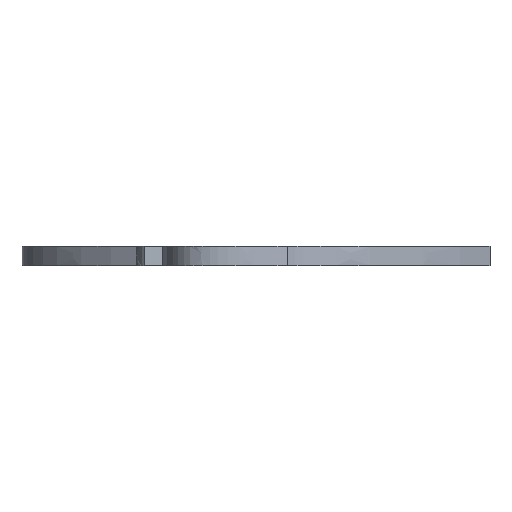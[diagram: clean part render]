
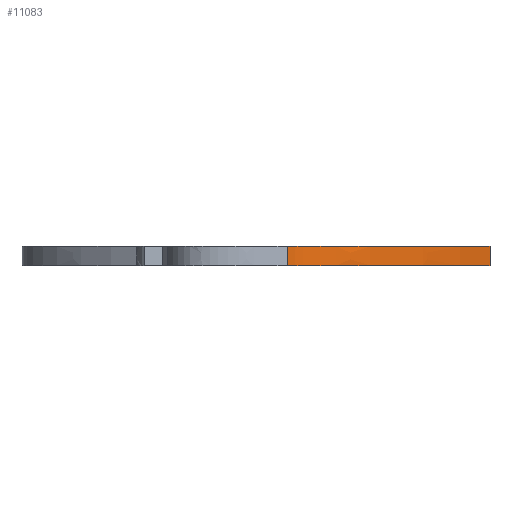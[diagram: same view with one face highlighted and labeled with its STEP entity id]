
A CAD part, left-side view. The second image highlights one B-rep face of the part: STEP entity #11083.
In plain terms, the highlighted face is a extrusion surface.
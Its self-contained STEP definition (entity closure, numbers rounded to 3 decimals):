
#79 = B_SPLINE_SURFACE_WITH_KNOTS('',1,1,(
    (#80,#81)
    ,(#82,#83
    )),.UNSPECIFIED.,.F.,.F.,.F.,(2,2),(2,2),(-72.777,
    72.777),(-37.8,34.91),
  .PIECEWISE_BEZIER_KNOTS.);
#80 = CARTESIAN_POINT('',(-3.326,-72.71,3.));
#81 = CARTESIAN_POINT('',(-3.326,0.,3.));
#82 = CARTESIAN_POINT('',(142.228,-72.71,3.));
#83 = CARTESIAN_POINT('',(142.228,0.,3.));
#136 = B_SPLINE_SURFACE_WITH_KNOTS('',1,1,(
    (#137,#138)
    ,(#139,#140
    )),.UNSPECIFIED.,.F.,.F.,.F.,(2,2),(2,2),(-72.777,
    72.777),(-37.8,34.91),
  .PIECEWISE_BEZIER_KNOTS.);
#137 = CARTESIAN_POINT('',(-3.326,-72.71,0.));
#138 = CARTESIAN_POINT('',(-3.326,0.,0.));
#139 = CARTESIAN_POINT('',(142.228,-72.71,0.));
#140 = CARTESIAN_POINT('',(142.228,0.,0.));
#422 = VERTEX_POINT('',#423);
#423 = CARTESIAN_POINT('',(3.132,-41.185,0.));
#439 = SURFACE_OF_LINEAR_EXTRUSION('',#440,#445);
#440 = B_SPLINE_CURVE_WITH_KNOTS('',3,(#441,#442,#443,#444),
  .UNSPECIFIED.,.F.,.F.,(4,4),(0.,1.),.PIECEWISE_BEZIER_KNOTS.);
#441 = CARTESIAN_POINT('',(6.01,-22.655,0.));
#442 = CARTESIAN_POINT('',(-3.326,-25.904,0.));
#443 = CARTESIAN_POINT('',(0.29,-36.166,0.));
#444 = CARTESIAN_POINT('',(3.132,-41.185,0.));
#445 = VECTOR('',#446,1.);
#446 = DIRECTION('',(-0.,-0.,-1.));
#454 = EDGE_CURVE('',#422,#455,#457,.T.);
#455 = VERTEX_POINT('',#456);
#456 = CARTESIAN_POINT('',(29.286,-72.71,0.));
#457 = SURFACE_CURVE('',#458,(#463,#471),.PCURVE_S1.);
#458 = B_SPLINE_CURVE_WITH_KNOTS('',3,(#459,#460,#461,#462),
  .UNSPECIFIED.,.F.,.F.,(4,4),(0.,1.),.PIECEWISE_BEZIER_KNOTS.);
#459 = CARTESIAN_POINT('',(3.132,-41.185,0.));
#460 = CARTESIAN_POINT('',(3.132,-48.67,0.));
#461 = CARTESIAN_POINT('',(17.952,-65.238,0.));
#462 = CARTESIAN_POINT('',(29.286,-72.71,0.));
#463 = PCURVE('',#136,#464);
#464 = DEFINITIONAL_REPRESENTATION('',(#465),#470);
#465 = B_SPLINE_CURVE_WITH_KNOTS('',3,(#466,#467,#468,#469),
  .UNSPECIFIED.,.F.,.F.,(4,4),(0.,1.),.PIECEWISE_BEZIER_KNOTS.);
#466 = CARTESIAN_POINT('',(-66.319,-6.275));
#467 = CARTESIAN_POINT('',(-66.319,-13.76));
#468 = CARTESIAN_POINT('',(-51.499,-30.328));
#469 = CARTESIAN_POINT('',(-40.165,-37.8));
#470 = ( GEOMETRIC_REPRESENTATION_CONTEXT(2) 
PARAMETRIC_REPRESENTATION_CONTEXT() REPRESENTATION_CONTEXT('2D SPACE',''
  ) );
#471 = PCURVE('',#472,#480);
#472 = SURFACE_OF_LINEAR_EXTRUSION('',#473,#478);
#473 = B_SPLINE_CURVE_WITH_KNOTS('',3,(#474,#475,#476,#477),
  .UNSPECIFIED.,.F.,.F.,(4,4),(0.,1.),.PIECEWISE_BEZIER_KNOTS.);
#474 = CARTESIAN_POINT('',(3.132,-41.185,0.));
#475 = CARTESIAN_POINT('',(3.132,-48.67,0.));
#476 = CARTESIAN_POINT('',(17.952,-65.238,0.));
#477 = CARTESIAN_POINT('',(29.286,-72.71,0.));
#478 = VECTOR('',#479,1.);
#479 = DIRECTION('',(-0.,-0.,-1.));
#480 = DEFINITIONAL_REPRESENTATION('',(#481),#485);
#481 = LINE('',#482,#483);
#482 = CARTESIAN_POINT('',(0.,0.));
#483 = VECTOR('',#484,1.);
#484 = DIRECTION('',(1.,0.));
#485 = ( GEOMETRIC_REPRESENTATION_CONTEXT(2) 
PARAMETRIC_REPRESENTATION_CONTEXT() REPRESENTATION_CONTEXT('2D SPACE',''
  ) );
#502 = SURFACE_OF_LINEAR_EXTRUSION('',#503,#506);
#503 = B_SPLINE_CURVE_WITH_KNOTS('',1,(#504,#505),.UNSPECIFIED.,.F.,.F.,
  (2,2),(0.,7.135),.PIECEWISE_BEZIER_KNOTS.);
#504 = CARTESIAN_POINT('',(29.286,-72.71,0.));
#505 = CARTESIAN_POINT('',(36.178,-70.864,0.));
#506 = VECTOR('',#507,1.);
#507 = DIRECTION('',(-0.,-0.,-1.));
#5966 = VERTEX_POINT('',#5967);
#5967 = CARTESIAN_POINT('',(3.132,-41.185,3.));
#5990 = EDGE_CURVE('',#5966,#5991,#5993,.T.);
#5991 = VERTEX_POINT('',#5992);
#5992 = CARTESIAN_POINT('',(29.286,-72.71,3.));
#5993 = SURFACE_CURVE('',#5994,(#5999,#6007),.PCURVE_S1.);
#5994 = B_SPLINE_CURVE_WITH_KNOTS('',3,(#5995,#5996,#5997,#5998),
  .UNSPECIFIED.,.F.,.F.,(4,4),(0.,1.),.PIECEWISE_BEZIER_KNOTS.);
#5995 = CARTESIAN_POINT('',(3.132,-41.185,3.));
#5996 = CARTESIAN_POINT('',(3.132,-48.67,3.));
#5997 = CARTESIAN_POINT('',(17.952,-65.238,3.));
#5998 = CARTESIAN_POINT('',(29.286,-72.71,3.));
#5999 = PCURVE('',#79,#6000);
#6000 = DEFINITIONAL_REPRESENTATION('',(#6001),#6006);
#6001 = B_SPLINE_CURVE_WITH_KNOTS('',3,(#6002,#6003,#6004,#6005),
  .UNSPECIFIED.,.F.,.F.,(4,4),(0.,1.),.PIECEWISE_BEZIER_KNOTS.);
#6002 = CARTESIAN_POINT('',(-66.319,-6.275));
#6003 = CARTESIAN_POINT('',(-66.319,-13.76));
#6004 = CARTESIAN_POINT('',(-51.499,-30.328));
#6005 = CARTESIAN_POINT('',(-40.165,-37.8));
#6006 = ( GEOMETRIC_REPRESENTATION_CONTEXT(2) 
PARAMETRIC_REPRESENTATION_CONTEXT() REPRESENTATION_CONTEXT('2D SPACE',''
  ) );
#6007 = PCURVE('',#472,#6008);
#6008 = DEFINITIONAL_REPRESENTATION('',(#6009),#6013);
#6009 = LINE('',#6010,#6011);
#6010 = CARTESIAN_POINT('',(0.,-3.));
#6011 = VECTOR('',#6012,1.);
#6012 = DIRECTION('',(1.,0.));
#6013 = ( GEOMETRIC_REPRESENTATION_CONTEXT(2) 
PARAMETRIC_REPRESENTATION_CONTEXT() REPRESENTATION_CONTEXT('2D SPACE',''
  ) );
#11035 = EDGE_CURVE('',#422,#5966,#11036,.T.);
#11036 = SURFACE_CURVE('',#11037,(#11041,#11048),.PCURVE_S1.);
#11037 = LINE('',#11038,#11039);
#11038 = CARTESIAN_POINT('',(3.132,-41.185,0.));
#11039 = VECTOR('',#11040,1.);
#11040 = DIRECTION('',(0.,0.,1.));
#11041 = PCURVE('',#439,#11042);
#11042 = DEFINITIONAL_REPRESENTATION('',(#11043),#11047);
#11043 = LINE('',#11044,#11045);
#11044 = CARTESIAN_POINT('',(1.,0.));
#11045 = VECTOR('',#11046,1.);
#11046 = DIRECTION('',(0.,-1.));
#11047 = ( GEOMETRIC_REPRESENTATION_CONTEXT(2) 
PARAMETRIC_REPRESENTATION_CONTEXT() REPRESENTATION_CONTEXT('2D SPACE',''
  ) );
#11048 = PCURVE('',#472,#11049);
#11049 = DEFINITIONAL_REPRESENTATION('',(#11050),#11054);
#11050 = LINE('',#11051,#11052);
#11051 = CARTESIAN_POINT('',(0.,0.));
#11052 = VECTOR('',#11053,1.);
#11053 = DIRECTION('',(0.,-1.));
#11054 = ( GEOMETRIC_REPRESENTATION_CONTEXT(2) 
PARAMETRIC_REPRESENTATION_CONTEXT() REPRESENTATION_CONTEXT('2D SPACE',''
  ) );
#11083 = ADVANCED_FACE('',(#11084),#472,.F.);
#11084 = FACE_BOUND('',#11085,.F.);
#11085 = EDGE_LOOP('',(#11086,#11087,#11088,#11109));
#11086 = ORIENTED_EDGE('',*,*,#11035,.T.);
#11087 = ORIENTED_EDGE('',*,*,#5990,.T.);
#11088 = ORIENTED_EDGE('',*,*,#11089,.F.);
#11089 = EDGE_CURVE('',#455,#5991,#11090,.T.);
#11090 = SURFACE_CURVE('',#11091,(#11095,#11102),.PCURVE_S1.);
#11091 = LINE('',#11092,#11093);
#11092 = CARTESIAN_POINT('',(29.286,-72.71,0.));
#11093 = VECTOR('',#11094,1.);
#11094 = DIRECTION('',(0.,0.,1.));
#11095 = PCURVE('',#472,#11096);
#11096 = DEFINITIONAL_REPRESENTATION('',(#11097),#11101);
#11097 = LINE('',#11098,#11099);
#11098 = CARTESIAN_POINT('',(1.,0.));
#11099 = VECTOR('',#11100,1.);
#11100 = DIRECTION('',(0.,-1.));
#11101 = ( GEOMETRIC_REPRESENTATION_CONTEXT(2) 
PARAMETRIC_REPRESENTATION_CONTEXT() REPRESENTATION_CONTEXT('2D SPACE',''
  ) );
#11102 = PCURVE('',#502,#11103);
#11103 = DEFINITIONAL_REPRESENTATION('',(#11104),#11108);
#11104 = LINE('',#11105,#11106);
#11105 = CARTESIAN_POINT('',(0.,0.));
#11106 = VECTOR('',#11107,1.);
#11107 = DIRECTION('',(0.,-1.));
#11108 = ( GEOMETRIC_REPRESENTATION_CONTEXT(2) 
PARAMETRIC_REPRESENTATION_CONTEXT() REPRESENTATION_CONTEXT('2D SPACE',''
  ) );
#11109 = ORIENTED_EDGE('',*,*,#454,.F.);
